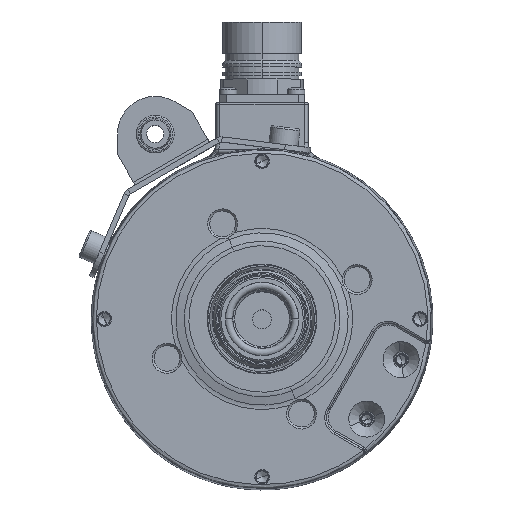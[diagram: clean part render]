
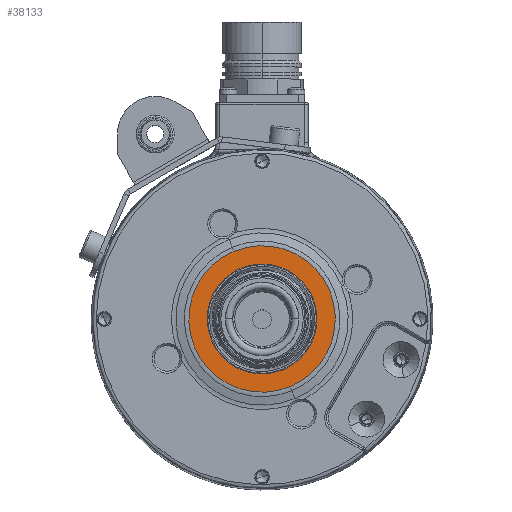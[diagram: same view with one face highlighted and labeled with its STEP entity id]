
A CAD part, top view. The second image highlights one B-rep face of the part: STEP entity #38133.
In plain terms, the highlighted planar face has unit normal (0, 0, 1).
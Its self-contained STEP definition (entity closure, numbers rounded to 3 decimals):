
#5523=CARTESIAN_POINT('',(0.,0.,-36.6));
#5524=DIRECTION('',(0.,0.,-1.));
#5525=DIRECTION('',(-0.383,0.924,0.));
#5526=AXIS2_PLACEMENT_3D('',#5523,#5524,#5525);
#5528=CARTESIAN_POINT('',(0.,0.,-36.6));
#5529=DIRECTION('',(0.,0.,-1.));
#5530=DIRECTION('',(0.383,-0.924,0.));
#5531=AXIS2_PLACEMENT_3D('',#5528,#5529,#5530);
#5533=CARTESIAN_POINT('',(0.,0.,-36.6));
#5534=DIRECTION('',(0.,0.,1.));
#5535=DIRECTION('',(0.924,0.383,0.));
#5536=AXIS2_PLACEMENT_3D('',#5533,#5534,#5535);
#5538=CARTESIAN_POINT('',(0.,0.,-36.6));
#5539=DIRECTION('',(0.,0.,1.));
#5540=DIRECTION('',(-0.924,-0.383,0.));
#5541=AXIS2_PLACEMENT_3D('',#5538,#5539,#5540);
#31441=CARTESIAN_POINT('',(-8.167,19.717,-36.6));
#31442=CARTESIAN_POINT('',(8.167,-19.717,-36.6));
#31443=VERTEX_POINT('',#31441);
#31444=VERTEX_POINT('',#31442);
#31722=CARTESIAN_POINT('',(14.782,6.123,-36.6));
#31723=CARTESIAN_POINT('',(-14.782,-6.123,-36.6));
#31724=VERTEX_POINT('',#31722);
#31725=VERTEX_POINT('',#31723);
#38118=CARTESIAN_POINT('',(0.,0.,-36.6));
#38119=DIRECTION('',(0.,0.,-1.));
#38120=DIRECTION('',(0.383,-0.924,0.));
#38121=AXIS2_PLACEMENT_3D('',#38118,#38119,#38120);
#38122=PLANE('',#38121);
#38123=ORIENTED_EDGE('',*,*,#37757,.T.);
#38124=ORIENTED_EDGE('',*,*,#37735,.T.);
#38125=EDGE_LOOP('',(#38123,#38124));
#38126=FACE_OUTER_BOUND('',#38125,.F.);
#38128=ORIENTED_EDGE('',*,*,#38127,.T.);
#38130=ORIENTED_EDGE('',*,*,#38129,.T.);
#38131=EDGE_LOOP('',(#38128,#38130));
#38132=FACE_BOUND('',#38131,.F.);
#5527=CIRCLE('',#5526,21.342);
#5532=CIRCLE('',#5531,21.342);
#5537=CIRCLE('',#5536,16.);
#5542=CIRCLE('',#5541,16.);
#37735=EDGE_CURVE('',#31444,#31443,#5532,.T.);
#37757=EDGE_CURVE('',#31443,#31444,#5527,.T.);
#38127=EDGE_CURVE('',#31724,#31725,#5537,.T.);
#38129=EDGE_CURVE('',#31725,#31724,#5542,.T.);
#38133=ADVANCED_FACE('',(#38126,#38132),#38122,.F.);
